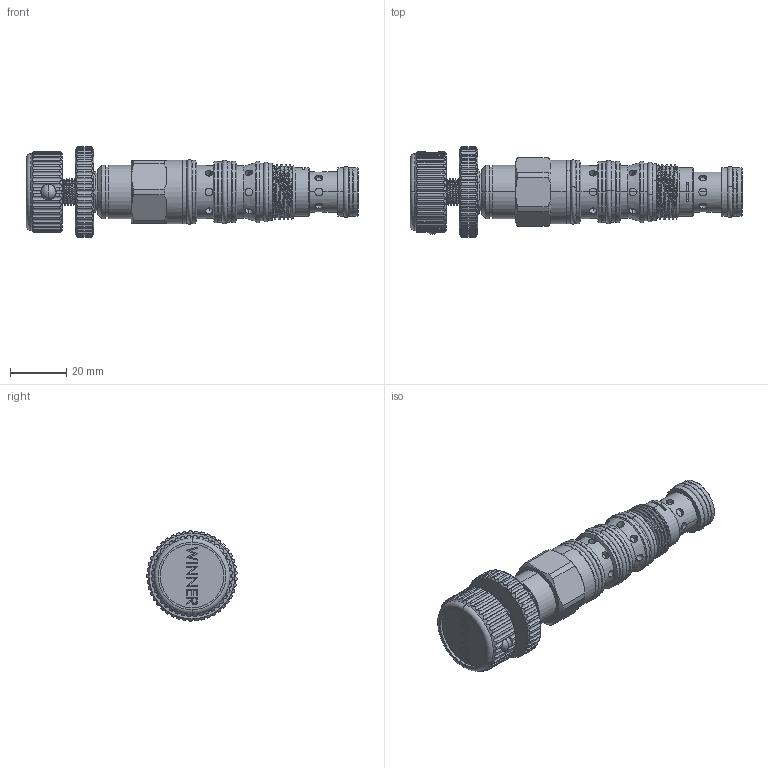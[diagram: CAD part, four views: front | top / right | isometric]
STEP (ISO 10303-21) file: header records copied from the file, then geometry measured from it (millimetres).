
FILE_DESCRIPTION (( 'STEP AP203' ), '1' );
FILE_NAME ('DD21A4N-K.STEP', '2024-05-24T05:17:07', ( '' ), ( '' ), 'SwSTEP 2.0', 'SolidWorks 2018', '' );
FILE_SCHEMA (( 'CONFIG_CONTROL_DESIGN' ));
Length unit declared in the file: millimetre
Products named in the file (1): DD21A4N-K
Bounding box: 118.42 x 32.18 x 32.2 mm (x, y, z)
Volume: 41266.8 mm3; surface area: 13578.3 mm2
Topology: 1 solids, 1 shells, 699 faces, 1836 edges, 1191 vertices
Faces by surface type: cylinder 432, plane 161, cone 54, torus 27, bspline 23, sphere 2
Entity records: 35635 total; most frequent: CARTESIAN_POINT 19153, ORIENTED_EDGE 3648, DIRECTION 3131, EDGE_CURVE 1824, AXIS2_PLACEMENT_3D 1208, VERTEX_POINT 1191, EDGE_LOOP 763, LINE 715
